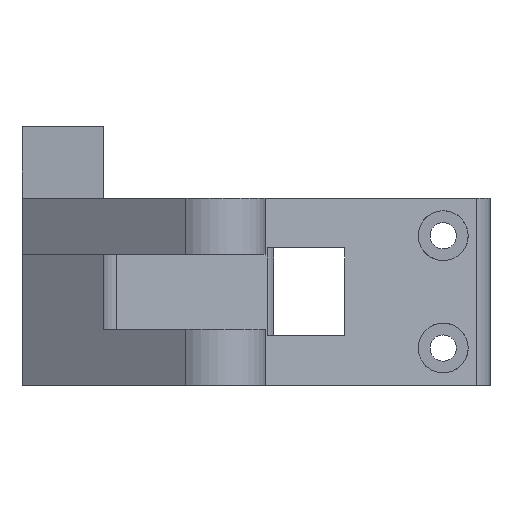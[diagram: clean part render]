
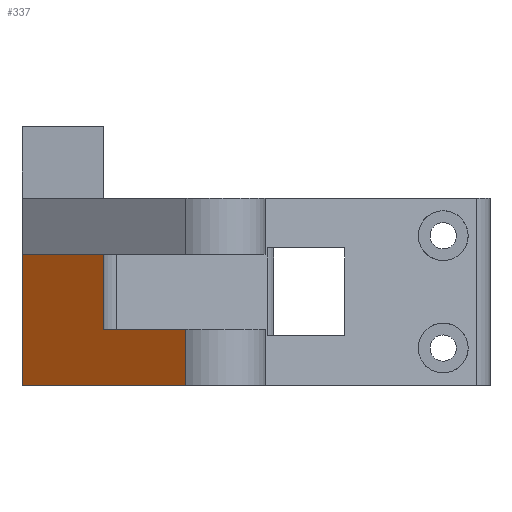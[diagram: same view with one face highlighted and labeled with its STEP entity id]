
A CAD part, left-side view. The second image highlights one B-rep face of the part: STEP entity #337.
In plain terms, the highlighted face is planar.
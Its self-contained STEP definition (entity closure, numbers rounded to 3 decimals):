
#10 = VERTEX_POINT ( 'NONE', #1639 ) ;
#71 = VECTOR ( 'NONE', #396, 1000. ) ;
#81 = CARTESIAN_POINT ( 'NONE',  ( 333.696, 0., 15. ) ) ;
#143 = CARTESIAN_POINT ( 'NONE',  ( 352.952, 26.27, -6. ) ) ;
#180 = VERTEX_POINT ( 'NONE', #2803 ) ;
#256 = EDGE_LOOP ( 'NONE', ( #2041, #1556, #2335, #2638, #1314, #2152 ) ) ;
#259 = CARTESIAN_POINT ( 'NONE',  ( 333.696, 0., 15. ) ) ;
#337 = ADVANCED_FACE ( 'NONE', ( #1354 ), #1567, .F. ) ;
#357 = LINE ( 'NONE', #2238, #2182 ) ;
#360 = AXIS2_PLACEMENT_3D ( 'NONE', #259, #2080, #1049 ) ;
#396 = DIRECTION ( 'NONE',  ( 0., 0., -1. ) ) ;
#404 = EDGE_CURVE ( 'NONE', #744, #756, #3114, .T. ) ;
#516 = EDGE_CURVE ( 'NONE', #2474, #180, #1938, .T. ) ;
#694 = EDGE_CURVE ( 'NONE', #2474, #10, #357, .T. ) ;
#710 = CARTESIAN_POINT ( 'NONE',  ( 352.952, 26.27, -15. ) ) ;
#744 = VERTEX_POINT ( 'NONE', #2981 ) ;
#756 = VERTEX_POINT ( 'NONE', #710 ) ;
#834 = DIRECTION ( 'NONE',  ( 0.591, 0.807, 0. ) ) ;
#880 = LINE ( 'NONE', #81, #1642 ) ;
#910 = DIRECTION ( 'NONE',  ( 0.591, 0.807, 0. ) ) ;
#950 = CARTESIAN_POINT ( 'NONE',  ( 333.696, 0., -6. ) ) ;
#1032 = VECTOR ( 'NONE', #1845, 1000. ) ;
#1049 = DIRECTION ( 'NONE',  ( -0.591, -0.807, 0. ) ) ;
#1120 = CARTESIAN_POINT ( 'NONE',  ( 343.225, 13., 15. ) ) ;
#1266 = VECTOR ( 'NONE', #910, 1000. ) ;
#1314 = ORIENTED_EDGE ( 'NONE', *, *, #2549, .F. ) ;
#1354 = FACE_OUTER_BOUND ( 'NONE', #256, .T. ) ;
#1556 = ORIENTED_EDGE ( 'NONE', *, *, #694, .T. ) ;
#1567 = PLANE ( 'NONE',  #360 ) ;
#1634 = CARTESIAN_POINT ( 'NONE',  ( 343.225, 13., 6. ) ) ;
#1639 = CARTESIAN_POINT ( 'NONE',  ( 333.696, 0., 6. ) ) ;
#1642 = VECTOR ( 'NONE', #3185, 1000. ) ;
#1845 = DIRECTION ( 'NONE',  ( 0., 0., -1. ) ) ;
#1874 = EDGE_CURVE ( 'NONE', #10, #744, #880, .T. ) ;
#1922 = CARTESIAN_POINT ( 'NONE',  ( 352.952, 26.27, 15. ) ) ;
#1934 = LINE ( 'NONE', #950, #1266 ) ;
#1938 = LINE ( 'NONE', #1120, #1032 ) ;
#2041 = ORIENTED_EDGE ( 'NONE', *, *, #516, .F. ) ;
#2080 = DIRECTION ( 'NONE',  ( -0.807, 0.591, 0. ) ) ;
#2152 = ORIENTED_EDGE ( 'NONE', *, *, #2636, .F. ) ;
#2182 = VECTOR ( 'NONE', #2251, 1000. ) ;
#2238 = CARTESIAN_POINT ( 'NONE',  ( 333.696, 0., 6. ) ) ;
#2251 = DIRECTION ( 'NONE',  ( -0.591, -0.807, 0. ) ) ;
#2335 = ORIENTED_EDGE ( 'NONE', *, *, #1874, .T. ) ;
#2420 = VECTOR ( 'NONE', #834, 1000. ) ;
#2474 = VERTEX_POINT ( 'NONE', #1634 ) ;
#2549 = EDGE_CURVE ( 'NONE', #2607, #756, #3226, .T. ) ;
#2607 = VERTEX_POINT ( 'NONE', #143 ) ;
#2636 = EDGE_CURVE ( 'NONE', #180, #2607, #1934, .T. ) ;
#2638 = ORIENTED_EDGE ( 'NONE', *, *, #404, .T. ) ;
#2803 = CARTESIAN_POINT ( 'NONE',  ( 343.225, 13., -6. ) ) ;
#2981 = CARTESIAN_POINT ( 'NONE',  ( 333.696, 0., -15. ) ) ;
#3114 = LINE ( 'NONE', #3145, #2420 ) ;
#3145 = CARTESIAN_POINT ( 'NONE',  ( 333.696, 0., -15. ) ) ;
#3185 = DIRECTION ( 'NONE',  ( 0., 0., -1. ) ) ;
#3226 = LINE ( 'NONE', #1922, #71 ) ;
